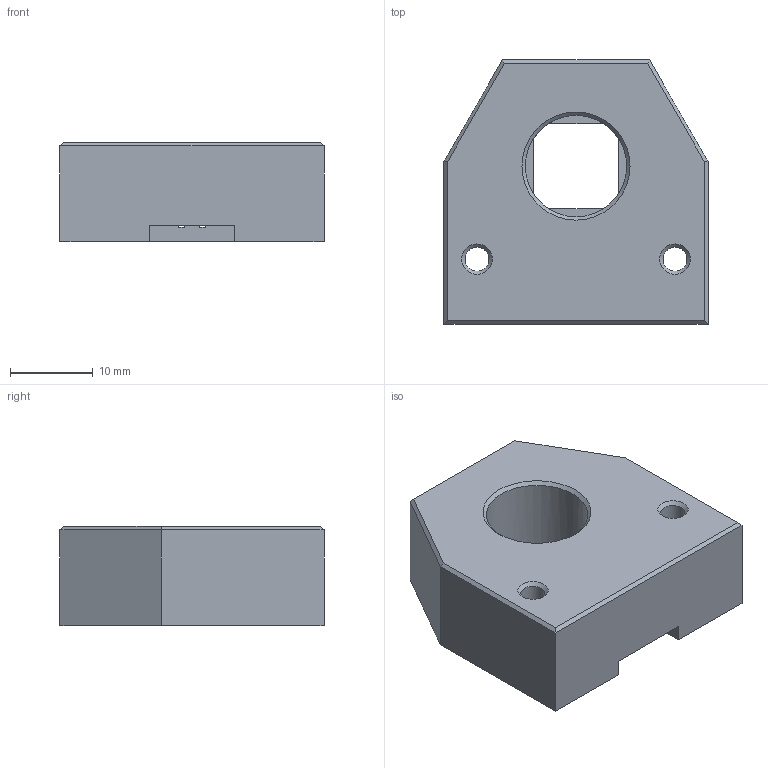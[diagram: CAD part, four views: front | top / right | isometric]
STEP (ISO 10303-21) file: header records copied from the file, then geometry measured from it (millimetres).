
FILE_DESCRIPTION(('FreeCAD Model'),'2;1');
FILE_NAME('Open CASCADE Shape Model','2024-12-26T11:36:04',(''),(''), 'Open CASCADE STEP processor 7.8','FreeCAD','Unknown');
FILE_SCHEMA(('AUTOMOTIVE_DESIGN { 1 0 10303 214 1 1 1 1 }'));
Length unit declared in the file: millimetre
Products named in the file (2): Top; Top_Body
Assembly tree (1 placements, depth 2):
  Top
    Top_Body
Bounding box: 32 x 32 x 12 mm (x, y, z)
Volume: 9288.4 mm3; surface area: 3758 mm2
Topology: 1 solids, 1 shells, 42 faces, 120 edges, 78 vertices
Faces by surface type: plane 36, cone 3, cylinder 3
Full cylindrical faces by diameter (mm): 2.9 x2, 12.3 x1
Entity records: 1416 total; most frequent: CARTESIAN_POINT 244, ORIENTED_EDGE 240, DIRECTION 226, EDGE_CURVE 120, LINE 98, VECTOR 98, VERTEX_POINT 78, AXIS2_PLACEMENT_3D 64
